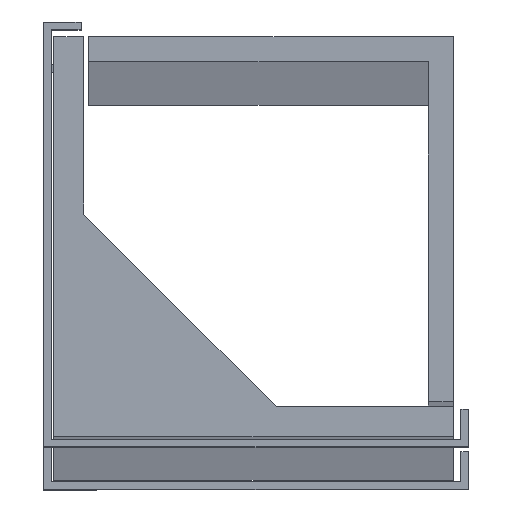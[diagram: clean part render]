
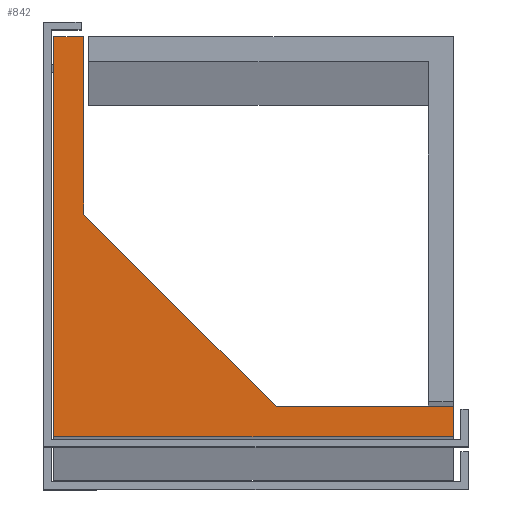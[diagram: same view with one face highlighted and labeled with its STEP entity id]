
A CAD part, top view. The second image highlights one B-rep face of the part: STEP entity #842.
In plain terms, the highlighted planar face has unit normal (0, 0, 1).
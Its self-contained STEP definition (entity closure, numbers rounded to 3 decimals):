
#56=PLANE('',#910);
#99=FACE_OUTER_BOUND('',#148,.T.);
#148=EDGE_LOOP('',(#719,#720,#721,#722,#723,#724,#725));
#220=LINE('',#1275,#323);
#223=LINE('',#1281,#326);
#226=LINE('',#1287,#329);
#229=LINE('',#1293,#332);
#232=LINE('',#1299,#335);
#235=LINE('',#1305,#338);
#238=LINE('',#1309,#341);
#323=VECTOR('',#1044,10.);
#326=VECTOR('',#1049,10.);
#329=VECTOR('',#1054,10.);
#332=VECTOR('',#1059,10.);
#335=VECTOR('',#1064,10.);
#338=VECTOR('',#1069,10.);
#341=VECTOR('',#1074,10.);
#426=VERTEX_POINT('',#1272);
#427=VERTEX_POINT('',#1274);
#429=VERTEX_POINT('',#1280);
#431=VERTEX_POINT('',#1286);
#433=VERTEX_POINT('',#1292);
#435=VERTEX_POINT('',#1298);
#437=VERTEX_POINT('',#1304);
#522=EDGE_CURVE('',#427,#426,#220,.T.);
#525=EDGE_CURVE('',#429,#427,#223,.T.);
#528=EDGE_CURVE('',#431,#429,#226,.T.);
#531=EDGE_CURVE('',#433,#431,#229,.T.);
#534=EDGE_CURVE('',#435,#433,#232,.T.);
#537=EDGE_CURVE('',#437,#435,#235,.T.);
#540=EDGE_CURVE('',#426,#437,#238,.T.);
#719=ORIENTED_EDGE('',*,*,#540,.T.);
#720=ORIENTED_EDGE('',*,*,#537,.T.);
#721=ORIENTED_EDGE('',*,*,#534,.T.);
#722=ORIENTED_EDGE('',*,*,#531,.T.);
#723=ORIENTED_EDGE('',*,*,#528,.T.);
#724=ORIENTED_EDGE('',*,*,#525,.T.);
#725=ORIENTED_EDGE('',*,*,#522,.T.);
#842=ADVANCED_FACE('',(#99),#56,.T.);
#910=AXIS2_PLACEMENT_3D('',#1310,#1075,#1076);
#1044=DIRECTION('',(1.,0.,0.));
#1049=DIRECTION('',(0.,-1.,0.));
#1054=DIRECTION('',(-1.,0.,0.));
#1059=DIRECTION('',(0.,1.,0.));
#1064=DIRECTION('',(-0.707,0.707,0.));
#1069=DIRECTION('',(-1.,0.,0.));
#1074=DIRECTION('',(0.,1.,0.));
#1075=DIRECTION('center_axis',(0.,0.,1.));
#1076=DIRECTION('ref_axis',(1.,0.,0.));
#1272=CARTESIAN_POINT('',(16.,0.,1000.));
#1274=CARTESIAN_POINT('',(0.,0.,1000.));
#1275=CARTESIAN_POINT('',(0.,0.,1000.));
#1280=CARTESIAN_POINT('',(0.,16.,1000.));
#1281=CARTESIAN_POINT('',(0.,16.,1000.));
#1286=CARTESIAN_POINT('',(1.2,16.,1000.));
#1287=CARTESIAN_POINT('',(1.2,16.,1000.));
#1292=CARTESIAN_POINT('',(1.2,8.907,1000.));
#1293=CARTESIAN_POINT('',(1.2,8.907,1000.));
#1298=CARTESIAN_POINT('',(8.907,1.2,1000.));
#1299=CARTESIAN_POINT('',(8.907,1.2,1000.));
#1304=CARTESIAN_POINT('',(16.,1.2,1000.));
#1305=CARTESIAN_POINT('',(16.,1.2,1000.));
#1309=CARTESIAN_POINT('',(16.,0.,1000.));
#1310=CARTESIAN_POINT('Origin',(8.,8.,1000.));
